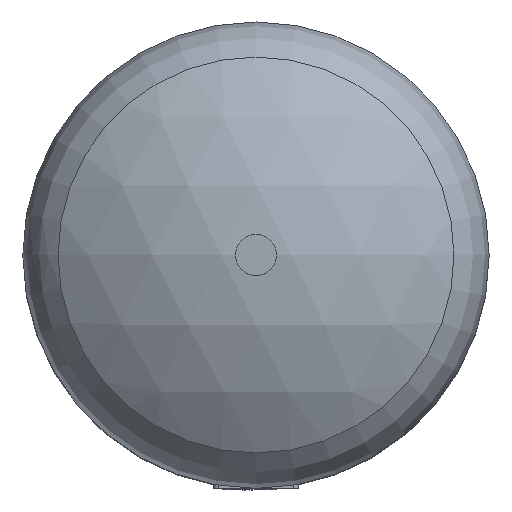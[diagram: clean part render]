
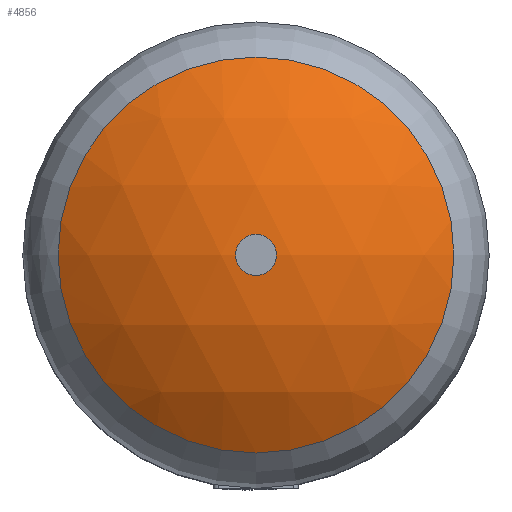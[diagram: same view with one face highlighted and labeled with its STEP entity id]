
A CAD part, top view. The second image highlights one B-rep face of the part: STEP entity #4856.
In plain terms, the highlighted spherical face has radius 302.5 mm.
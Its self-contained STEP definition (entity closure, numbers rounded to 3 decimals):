
#20=SPHERICAL_SURFACE('',#5357,302.5);
#1291=FACE_OUTER_BOUND('',#1595,.T.);
#1595=EDGE_LOOP('',(#4192));
#1883=CIRCLE('',#5358,173.609);
#2322=VERTEX_POINT('',#8194);
#2957=EDGE_CURVE('',#2322,#2322,#1883,.T.);
#4192=ORIENTED_EDGE('',*,*,#2957,.T.);
#4856=ADVANCED_FACE('',(#1291),#20,.T.);
#5357=AXIS2_PLACEMENT_3D('',#8193,#6676,#6677);
#5358=AXIS2_PLACEMENT_3D('',#8195,#6678,#6679);
#6676=DIRECTION('center_axis',(0.,-1.,0.));
#6677=DIRECTION('ref_axis',(1.,0.,0.));
#6678=DIRECTION('center_axis',(0.,0.,
1.));
#6679=DIRECTION('ref_axis',(-1.,0.,0.));
#8193=CARTESIAN_POINT('Origin',(0.,0.,
404.5));
#8194=CARTESIAN_POINT('',(-173.609,0.,652.222));
#8195=CARTESIAN_POINT('Origin',(0.,0.,
652.222));
